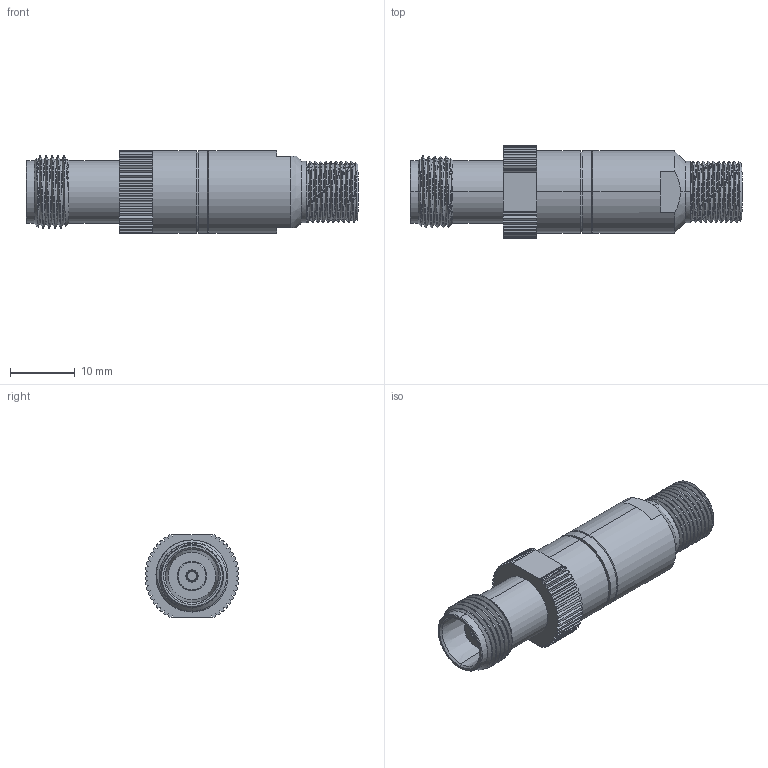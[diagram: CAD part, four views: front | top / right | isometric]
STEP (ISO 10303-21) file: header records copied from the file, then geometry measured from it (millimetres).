
FILE_DESCRIPTION (( 'STEP AP214' ), '1' );
FILE_NAME ('LCMP1110_3D.step', '2023-03-30T16:13:06', ( '' ), ( '' ), 'SwSTEP 2.0', 'SolidWorks 2022', '' );
FILE_SCHEMA (( 'AUTOMOTIVE_DESIGN' ));
Length unit declared in the file: inch
Products named in the file (1): LCMP1110_3D
Bounding box: 51.25 x 14.49 x 12.7 mm (x, y, z)
Volume: 4784.7 mm3; surface area: 2990.9 mm2
Topology: 1 solids, 1 shells, 286 faces, 780 edges, 509 vertices
Faces by surface type: plane 152, cylinder 101, cone 27, bspline 6
Entity records: 13695 total; most frequent: CARTESIAN_POINT 6564, ORIENTED_EDGE 1560, DIRECTION 1415, EDGE_CURVE 780, VERTEX_POINT 509, LINE 485, VECTOR 485, AXIS2_PLACEMENT_3D 465
